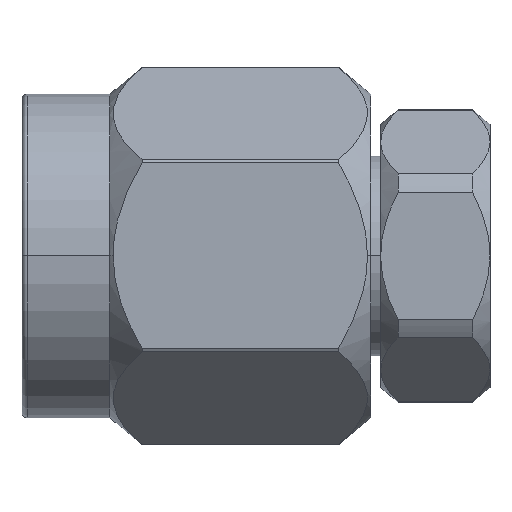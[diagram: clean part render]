
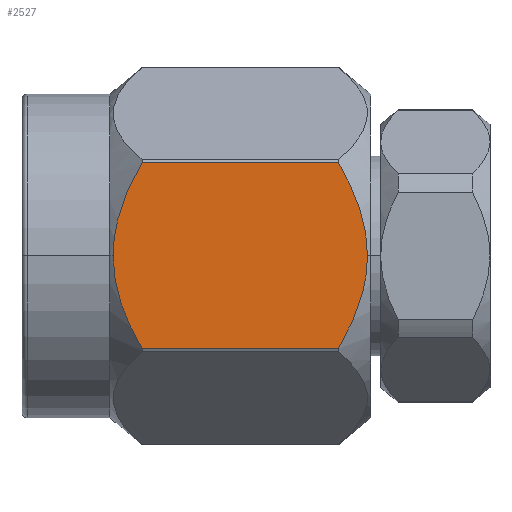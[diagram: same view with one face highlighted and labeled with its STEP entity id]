
A CAD part, top view. The second image highlights one B-rep face of the part: STEP entity #2527.
In plain terms, the highlighted planar face has unit normal (0, 0, 1).
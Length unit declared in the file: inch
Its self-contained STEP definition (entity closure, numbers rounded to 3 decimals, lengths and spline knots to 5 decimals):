
#12 = CARTESIAN_POINT ( 'NONE',  ( 0.32834, 0., 0.15625 ) ) ;
#45 = EDGE_LOOP ( 'NONE', ( #1053, #3327, #504, #2107, #1229, #2782 ) ) ;
#142 = VECTOR ( 'NONE', #1512, 39.37008 ) ;
#228 = B_SPLINE_CURVE_WITH_KNOTS ( 'NONE', 3,
 ( #1141, #2281, #559, #300, #2525, #3338 ),
 .UNSPECIFIED., .F., .F.,
 ( 4, 2, 4 ),
 ( 0.01009, 0.01127, 0.01245 ),
 .UNSPECIFIED. ) ;
#272 = VECTOR ( 'NONE', #1463, 39.37008 ) ;
#300 = CARTESIAN_POINT ( 'NONE',  ( 0.08939, 0.03109, 0.15625 ) ) ;
#375 = EDGE_CURVE ( 'NONE', #2271, #583, #632, .T. ) ;
#387 = CARTESIAN_POINT ( 'NONE',  ( 0.32834, 0.0158, 0.15625 ) ) ;
#474 = CARTESIAN_POINT ( 'NONE',  ( 0.30063, 0.08834, 0.15625 ) ) ;
#504 = ORIENTED_EDGE ( 'NONE', *, *, #2815, .T. ) ;
#505 = CARTESIAN_POINT ( 'NONE',  ( 0.32543, -0.0312, 0.15625 ) ) ;
#559 = CARTESIAN_POINT ( 'NONE',  ( 0.09943, 0.06091, 0.15625 ) ) ;
#583 = VERTEX_POINT ( 'NONE', #3522 ) ;
#601 = CARTESIAN_POINT ( 'NONE',  ( 0.30063, -0.08835, 0.15625 ) ) ;
#632 = B_SPLINE_CURVE_WITH_KNOTS ( 'NONE', 3,
 ( #2283, #1204, #3423, #3139, #1777, #636, #1461, #1446 ),
 .UNSPECIFIED., .F., .F.,
 ( 4, 2, 2, 4 ),
 ( 0.01245, 0.01363, 0.01423, 0.01482 ),
 .UNSPECIFIED. ) ;
#636 = CARTESIAN_POINT ( 'NONE',  ( 0.10666, -0.0749, 0.15625 ) ) ;
#663 = CARTESIAN_POINT ( 'NONE',  ( 0.32834, 0., 0.15625 ) ) ;
#713 = CARTESIAN_POINT ( 'NONE',  ( 0.58357, -0.09021, 0.15625 ) ) ;
#719 = CARTESIAN_POINT ( 'NONE',  ( 0.32545, 0.03109, 0.15625 ) ) ;
#955 = LINE ( 'NONE', #1765, #272 ) ;
#1053 = ORIENTED_EDGE ( 'NONE', *, *, #2500, .F. ) ;
#1075 = CARTESIAN_POINT ( 'NONE',  ( 0.32834, -0.01586, 0.15625 ) ) ;
#1141 = CARTESIAN_POINT ( 'NONE',  ( 0.11421, 0.08834, 0.15625 ) ) ;
#1204 = CARTESIAN_POINT ( 'NONE',  ( 0.08651, -0.01586, 0.15625 ) ) ;
#1207 = EDGE_CURVE ( 'NONE', #1308, #2421, #955, .T. ) ;
#1229 = ORIENTED_EDGE ( 'NONE', *, *, #2311, .T. ) ;
#1277 = VERTEX_POINT ( 'NONE', #601 ) ;
#1308 = VERTEX_POINT ( 'NONE', #2398 ) ;
#1377 = CARTESIAN_POINT ( 'NONE',  ( 0.30819, -0.07491, 0.15625 ) ) ;
#1408 = CARTESIAN_POINT ( 'NONE',  ( 0.08651, 0., 0.15625 ) ) ;
#1424 = EDGE_CURVE ( 'NONE', #1277, #2607, #2880, .T. ) ;
#1446 = CARTESIAN_POINT ( 'NONE',  ( 0.11421, -0.08835, 0.15625 ) ) ;
#1461 = CARTESIAN_POINT ( 'NONE',  ( 0.11032, -0.0817, 0.15625 ) ) ;
#1463 = DIRECTION ( 'NONE',  ( 1., 0., 0. ) ) ;
#1472 = CARTESIAN_POINT ( 'NONE',  ( 0.30063, 0.08834, 0.15625 ) ) ;
#1512 = DIRECTION ( 'NONE',  ( -1., 0., 0. ) ) ;
#1549 = DIRECTION ( 'NONE',  ( 0., 0., 1. ) ) ;
#1611 = FACE_OUTER_BOUND ( 'NONE', #45, .T. ) ;
#1765 = CARTESIAN_POINT ( 'NONE',  ( 0., 0.08834, 0.15625 ) ) ;
#1777 = CARTESIAN_POINT ( 'NONE',  ( 0.1, -0.06088, 0.15625 ) ) ;
#1855 = CARTESIAN_POINT ( 'NONE',  ( 0.31542, 0.06091, 0.15625 ) ) ;
#2073 = PLANE ( 'NONE',  #3462 ) ;
#2107 = ORIENTED_EDGE ( 'NONE', *, *, #1207, .F. ) ;
#2156 = B_SPLINE_CURVE_WITH_KNOTS ( 'NONE', 3,
 ( #663, #387, #719, #1855, #3242, #474 ),
 .UNSPECIFIED., .F., .F.,
 ( 4, 2, 4 ),
 ( 0.01324, 0.01442, 0.01559 ),
 .UNSPECIFIED. ) ;
#2271 = VERTEX_POINT ( 'NONE', #1408 ) ;
#2281 = CARTESIAN_POINT ( 'NONE',  ( 0.10634, 0.07493, 0.15625 ) ) ;
#2283 = CARTESIAN_POINT ( 'NONE',  ( 0.08651, 0., 0.15625 ) ) ;
#2311 = EDGE_CURVE ( 'NONE', #1308, #2271, #228, .T. ) ;
#2398 = CARTESIAN_POINT ( 'NONE',  ( 0.11421, 0.08834, 0.15625 ) ) ;
#2421 = VERTEX_POINT ( 'NONE', #1472 ) ;
#2500 = EDGE_CURVE ( 'NONE', #1277, #583, #2803, .T. ) ;
#2519 = CARTESIAN_POINT ( 'NONE',  ( 0.31787, -0.05359, 0.15625 ) ) ;
#2525 = CARTESIAN_POINT ( 'NONE',  ( 0.08651, 0.0158, 0.15625 ) ) ;
#2527 = ADVANCED_FACE ( 'NONE', ( #1611 ), #2073, .T. ) ;
#2607 = VERTEX_POINT ( 'NONE', #3067 ) ;
#2765 = CARTESIAN_POINT ( 'NONE',  ( 0.30453, -0.0817, 0.15625 ) ) ;
#2782 = ORIENTED_EDGE ( 'NONE', *, *, #375, .T. ) ;
#2790 = CARTESIAN_POINT ( 'NONE',  ( 0.30063, -0.08835, 0.15625 ) ) ;
#2803 = LINE ( 'NONE', #2962, #142 ) ;
#2815 = EDGE_CURVE ( 'NONE', #2607, #2421, #2156, .T. ) ;
#2880 = B_SPLINE_CURVE_WITH_KNOTS ( 'NONE', 3,
 ( #2790, #2765, #1377, #3314, #2519, #505, #1075, #12 ),
 .UNSPECIFIED., .F., .F.,
 ( 4, 2, 2, 4 ),
 ( 0.01089, 0.01147, 0.01206, 0.01324 ),
 .UNSPECIFIED. ) ;
#2962 = CARTESIAN_POINT ( 'NONE',  ( 0., -0.08835, 0.15625 ) ) ;
#3067 = CARTESIAN_POINT ( 'NONE',  ( 0.32834, 0., 0.15625 ) ) ;
#3139 = CARTESIAN_POINT ( 'NONE',  ( 0.09697, -0.05359, 0.15625 ) ) ;
#3194 = DIRECTION ( 'NONE',  ( 1., 0., 0. ) ) ;
#3242 = CARTESIAN_POINT ( 'NONE',  ( 0.3085, 0.07493, 0.15625 ) ) ;
#3314 = CARTESIAN_POINT ( 'NONE',  ( 0.31485, -0.06088, 0.15625 ) ) ;
#3327 = ORIENTED_EDGE ( 'NONE', *, *, #1424, .T. ) ;
#3338 = CARTESIAN_POINT ( 'NONE',  ( 0.08651, 0., 0.15625 ) ) ;
#3423 = CARTESIAN_POINT ( 'NONE',  ( 0.08942, -0.0312, 0.15625 ) ) ;
#3462 = AXIS2_PLACEMENT_3D ( 'NONE', #713, #1549, #3194 ) ;
#3522 = CARTESIAN_POINT ( 'NONE',  ( 0.11421, -0.08835, 0.15625 ) ) ;
